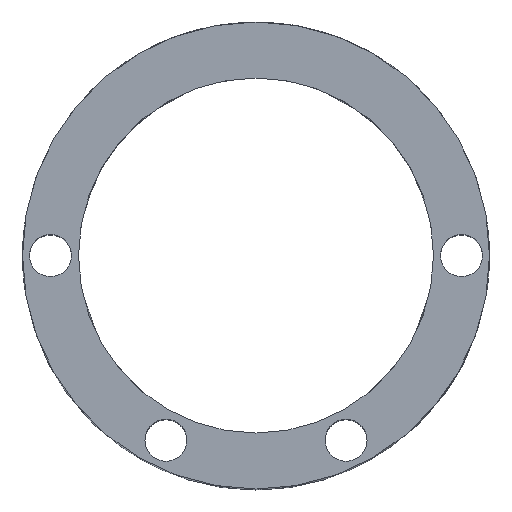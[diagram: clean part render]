
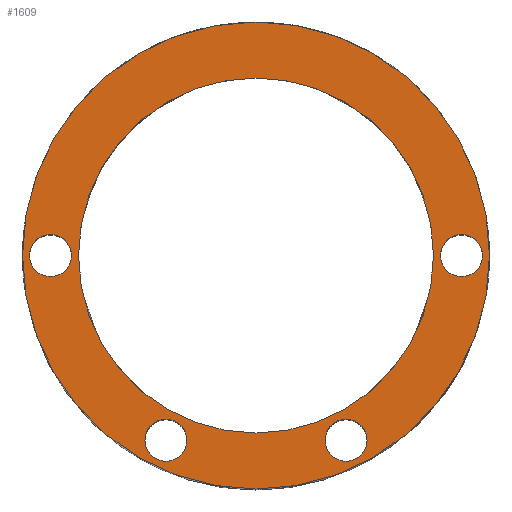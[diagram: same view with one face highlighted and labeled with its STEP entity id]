
A CAD part, top view. The second image highlights one B-rep face of the part: STEP entity #1609.
In plain terms, the highlighted planar face has unit normal (0, 0, 1).
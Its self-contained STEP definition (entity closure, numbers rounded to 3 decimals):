
#10 = ORIENTED_EDGE ( 'NONE', *, *, #1714, .T. ) ;
#12 = VERTEX_POINT ( 'NONE', #2063 ) ;
#17 = CIRCLE ( 'NONE', #603, 2.25 ) ;
#67 = CARTESIAN_POINT ( 'NONE',  ( -11.894, -19.773, 0. ) ) ;
#73 = CARTESIAN_POINT ( 'NONE',  ( 11.894, -19.773, 0. ) ) ;
#77 = EDGE_LOOP ( 'NONE', ( #137, #275 ) ) ;
#83 = CIRCLE ( 'NONE', #808, 19. ) ;
#137 = ORIENTED_EDGE ( 'NONE', *, *, #2156, .F. ) ;
#162 = CARTESIAN_POINT ( 'NONE',  ( 0., 0., 0. ) ) ;
#163 = CARTESIAN_POINT ( 'NONE',  ( 24.25, 0., 0. ) ) ;
#172 = EDGE_CURVE ( 'NONE', #1201, #1329, #302, .T. ) ;
#183 = DIRECTION ( 'NONE',  ( 1., 0., 0. ) ) ;
#204 = DIRECTION ( 'NONE',  ( 0., 0., 1. ) ) ;
#236 = CARTESIAN_POINT ( 'NONE',  ( 22., 0., 0. ) ) ;
#247 = FACE_OUTER_BOUND ( 'NONE', #1549, .T. ) ;
#258 = AXIS2_PLACEMENT_3D ( 'NONE', #1427, #2102, #578 ) ;
#260 = EDGE_CURVE ( 'NONE', #1489, #1132, #1207, .T. ) ;
#275 = ORIENTED_EDGE ( 'NONE', *, *, #1475, .F. ) ;
#302 = CIRCLE ( 'NONE', #1142, 2.25 ) ;
#365 = CIRCLE ( 'NONE', #1570, 19. ) ;
#398 = DIRECTION ( 'NONE',  ( 1., 0., 0. ) ) ;
#407 = FACE_BOUND ( 'NONE', #1687, .T. ) ;
#410 = DIRECTION ( 'NONE',  ( 0., 0., 1. ) ) ;
#424 = ORIENTED_EDGE ( 'NONE', *, *, #2140, .F. ) ;
#437 = DIRECTION ( 'NONE',  ( 1., 0., 0. ) ) ;
#448 = CARTESIAN_POINT ( 'NONE',  ( 9.644, -19.773, 0. ) ) ;
#480 = DIRECTION ( 'NONE',  ( 0., 0., 1. ) ) ;
#552 = CARTESIAN_POINT ( 'NONE',  ( 0., 0., 0. ) ) ;
#572 = CIRCLE ( 'NONE', #1111, 25. ) ;
#578 = DIRECTION ( 'NONE',  ( 1., 0., 0. ) ) ;
#590 = CARTESIAN_POINT ( 'NONE',  ( -7.394, -19.773, 0. ) ) ;
#599 = EDGE_CURVE ( 'NONE', #1329, #1201, #2034, .T. ) ;
#603 = AXIS2_PLACEMENT_3D ( 'NONE', #448, #410, #1792 ) ;
#633 = VERTEX_POINT ( 'NONE', #1844 ) ;
#641 = VERTEX_POINT ( 'NONE', #1835 ) ;
#659 = DIRECTION ( 'NONE',  ( 0., 0., 1. ) ) ;
#674 = AXIS2_PLACEMENT_3D ( 'NONE', #1621, #946, #1285 ) ;
#729 = FACE_BOUND ( 'NONE', #1476, .T. ) ;
#735 = DIRECTION ( 'NONE',  ( 0., 0., 1. ) ) ;
#742 = PLANE ( 'NONE',  #258 ) ;
#760 = ORIENTED_EDGE ( 'NONE', *, *, #892, .F. ) ;
#808 = AXIS2_PLACEMENT_3D ( 'NONE', #1294, #480, #1474 ) ;
#873 = AXIS2_PLACEMENT_3D ( 'NONE', #1629, #1987, #1496 ) ;
#892 = EDGE_CURVE ( 'NONE', #12, #641, #365, .T. ) ;
#894 = DIRECTION ( 'NONE',  ( 1., 0., 0. ) ) ;
#937 = ORIENTED_EDGE ( 'NONE', *, *, #1665, .F. ) ;
#946 = DIRECTION ( 'NONE',  ( 0., 0., 1. ) ) ;
#949 = CARTESIAN_POINT ( 'NONE',  ( -25., 0., 0. ) ) ;
#962 = AXIS2_PLACEMENT_3D ( 'NONE', #1158, #1837, #1684 ) ;
#1000 = DIRECTION ( 'NONE',  ( 1., 0., 0. ) ) ;
#1023 = CIRCLE ( 'NONE', #1635, 2.25 ) ;
#1066 = AXIS2_PLACEMENT_3D ( 'NONE', #1079, #1773, #1572 ) ;
#1069 = CARTESIAN_POINT ( 'NONE',  ( -19.75, 0., 0. ) ) ;
#1072 = ORIENTED_EDGE ( 'NONE', *, *, #1119, .T. ) ;
#1079 = CARTESIAN_POINT ( 'NONE',  ( 9.644, -19.773, 0. ) ) ;
#1087 = ORIENTED_EDGE ( 'NONE', *, *, #1553, .F. ) ;
#1095 = VERTEX_POINT ( 'NONE', #949 ) ;
#1111 = AXIS2_PLACEMENT_3D ( 'NONE', #552, #204, #1224 ) ;
#1119 = EDGE_CURVE ( 'NONE', #1095, #2103, #572, .T. ) ;
#1132 = VERTEX_POINT ( 'NONE', #67 ) ;
#1142 = AXIS2_PLACEMENT_3D ( 'NONE', #1651, #1996, #1000 ) ;
#1158 = CARTESIAN_POINT ( 'NONE',  ( -9.644, -19.773, 0. ) ) ;
#1186 = EDGE_LOOP ( 'NONE', ( #2079, #1087 ) ) ;
#1201 = VERTEX_POINT ( 'NONE', #1069 ) ;
#1203 = DIRECTION ( 'NONE',  ( 0., 0., 1. ) ) ;
#1207 = CIRCLE ( 'NONE', #962, 2.25 ) ;
#1224 = DIRECTION ( 'NONE',  ( 1., 0., 0. ) ) ;
#1244 = FACE_BOUND ( 'NONE', #77, .T. ) ;
#1268 = ORIENTED_EDGE ( 'NONE', *, *, #172, .F. ) ;
#1274 = CIRCLE ( 'NONE', #674, 2.25 ) ;
#1285 = DIRECTION ( 'NONE',  ( 1., 0., 0. ) ) ;
#1294 = CARTESIAN_POINT ( 'NONE',  ( 0., 0., 0. ) ) ;
#1309 = EDGE_LOOP ( 'NONE', ( #1268, #1331 ) ) ;
#1329 = VERTEX_POINT ( 'NONE', #1833 ) ;
#1331 = ORIENTED_EDGE ( 'NONE', *, *, #599, .F. ) ;
#1355 = CARTESIAN_POINT ( 'NONE',  ( 19.75, 0., 0. ) ) ;
#1365 = CARTESIAN_POINT ( 'NONE',  ( 22., 0., 0. ) ) ;
#1427 = CARTESIAN_POINT ( 'NONE',  ( 0., 0., 0. ) ) ;
#1474 = DIRECTION ( 'NONE',  ( 1., 0., 0. ) ) ;
#1475 = EDGE_CURVE ( 'NONE', #633, #1500, #2040, .T. ) ;
#1476 = EDGE_LOOP ( 'NONE', ( #1663, #424 ) ) ;
#1489 = VERTEX_POINT ( 'NONE', #590 ) ;
#1494 = CIRCLE ( 'NONE', #1637, 2.25 ) ;
#1496 = DIRECTION ( 'NONE',  ( 1., 0., 0. ) ) ;
#1500 = VERTEX_POINT ( 'NONE', #73 ) ;
#1549 = EDGE_LOOP ( 'NONE', ( #10, #1072 ) ) ;
#1553 = EDGE_CURVE ( 'NONE', #2012, #1720, #1023, .T. ) ;
#1570 = AXIS2_PLACEMENT_3D ( 'NONE', #162, #659, #183 ) ;
#1572 = DIRECTION ( 'NONE',  ( 1., 0., 0. ) ) ;
#1587 = CARTESIAN_POINT ( 'NONE',  ( -22., 0., 0. ) ) ;
#1592 = DIRECTION ( 'NONE',  ( 0., 0., 1. ) ) ;
#1596 = CIRCLE ( 'NONE', #873, 25. ) ;
#1609 = ADVANCED_FACE ( 'NONE', ( #1618, #729, #2091, #1244, #407, #247 ), #742, .T. ) ;
#1618 = FACE_BOUND ( 'NONE', #1309, .T. ) ;
#1621 = CARTESIAN_POINT ( 'NONE',  ( -9.644, -19.773, 0. ) ) ;
#1629 = CARTESIAN_POINT ( 'NONE',  ( 0., 0., 0. ) ) ;
#1635 = AXIS2_PLACEMENT_3D ( 'NONE', #236, #1592, #894 ) ;
#1637 = AXIS2_PLACEMENT_3D ( 'NONE', #1365, #1203, #398 ) ;
#1643 = AXIS2_PLACEMENT_3D ( 'NONE', #1587, #735, #437 ) ;
#1651 = CARTESIAN_POINT ( 'NONE',  ( -22., 0., 0. ) ) ;
#1663 = ORIENTED_EDGE ( 'NONE', *, *, #260, .F. ) ;
#1665 = EDGE_CURVE ( 'NONE', #641, #12, #83, .T. ) ;
#1684 = DIRECTION ( 'NONE',  ( 1., 0., 0. ) ) ;
#1687 = EDGE_LOOP ( 'NONE', ( #760, #937 ) ) ;
#1714 = EDGE_CURVE ( 'NONE', #2103, #1095, #1596, .T. ) ;
#1720 = VERTEX_POINT ( 'NONE', #163 ) ;
#1773 = DIRECTION ( 'NONE',  ( 0., 0., 1. ) ) ;
#1792 = DIRECTION ( 'NONE',  ( 1., 0., 0. ) ) ;
#1833 = CARTESIAN_POINT ( 'NONE',  ( -24.25, 0., 0. ) ) ;
#1835 = CARTESIAN_POINT ( 'NONE',  ( -19., 0., 0. ) ) ;
#1837 = DIRECTION ( 'NONE',  ( 0., 0., 1. ) ) ;
#1844 = CARTESIAN_POINT ( 'NONE',  ( 7.394, -19.773, 0. ) ) ;
#1968 = CARTESIAN_POINT ( 'NONE',  ( 25., 0., 0. ) ) ;
#1987 = DIRECTION ( 'NONE',  ( 0., 0., 1. ) ) ;
#1996 = DIRECTION ( 'NONE',  ( 0., 0., 1. ) ) ;
#2012 = VERTEX_POINT ( 'NONE', #1355 ) ;
#2034 = CIRCLE ( 'NONE', #1643, 2.25 ) ;
#2040 = CIRCLE ( 'NONE', #1066, 2.25 ) ;
#2057 = EDGE_CURVE ( 'NONE', #1720, #2012, #1494, .T. ) ;
#2063 = CARTESIAN_POINT ( 'NONE',  ( 19., 0., 0. ) ) ;
#2079 = ORIENTED_EDGE ( 'NONE', *, *, #2057, .F. ) ;
#2091 = FACE_BOUND ( 'NONE', #1186, .T. ) ;
#2102 = DIRECTION ( 'NONE',  ( 0., 0., 1. ) ) ;
#2103 = VERTEX_POINT ( 'NONE', #1968 ) ;
#2140 = EDGE_CURVE ( 'NONE', #1132, #1489, #1274, .T. ) ;
#2156 = EDGE_CURVE ( 'NONE', #1500, #633, #17, .T. ) ;
